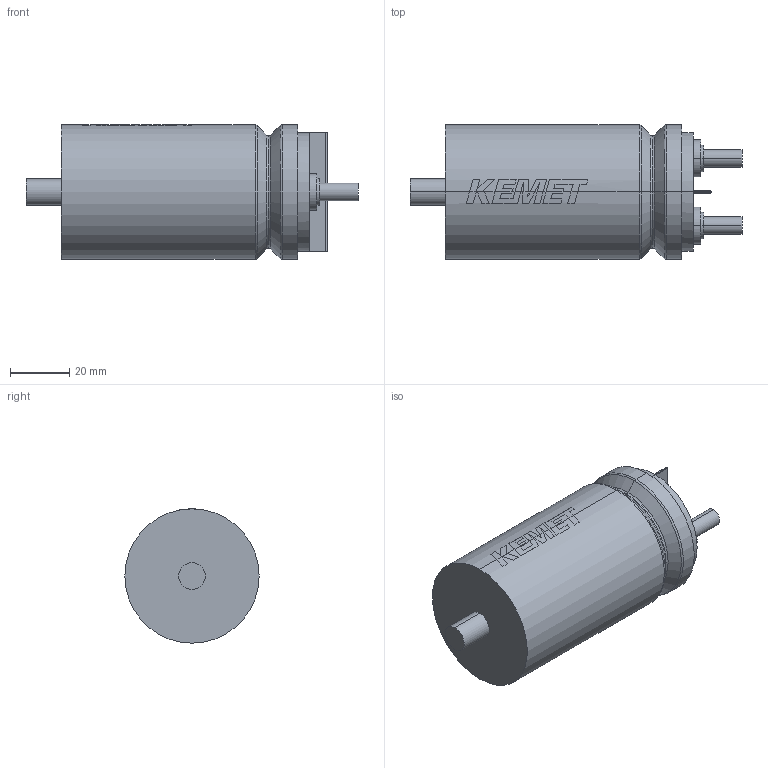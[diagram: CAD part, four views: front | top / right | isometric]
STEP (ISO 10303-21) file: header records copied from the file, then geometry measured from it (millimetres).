
FILE_DESCRIPTION (( 'STEP AP214' ), '1' );
FILE_NAME ('CFP_M6_45X78_D45.5L80S22.8.STEP', '2017-05-25T20:10:39', ( '' ), ( '' ), 'SwSTEP 2.0', 'SolidWorks 2014', '' );
FILE_SCHEMA (( 'AUTOMOTIVE_DESIGN' ));
Length unit declared in the file: millimetre
Products named in the file (1): CFP_M6_45X78_D45.5L80S22.8
Bounding box: 112.5 x 45.5 x 45.51 mm (x, y, z)
Volume: 135269 mm3; surface area: 17034.8 mm2
Topology: 1 solids, 1 shells, 117 faces, 307 edges, 200 vertices
Faces by surface type: cylinder 39, plane 35, bspline 31, torus 8, cone 4
Entity records: 4444 total; most frequent: CARTESIAN_POINT 1295, ORIENTED_EDGE 614, DIRECTION 386, EDGE_CURVE 307, VERTEX_POINT 200, B_SPLINE_CURVE_WITH_KNOTS 153, AXIS2_PLACEMENT_3D 145, EDGE_LOOP 125
